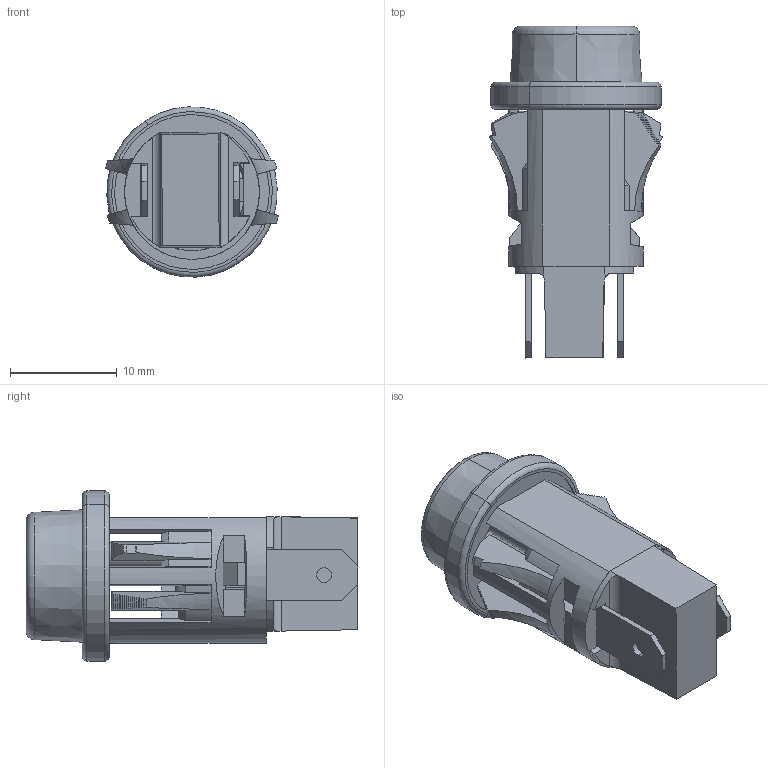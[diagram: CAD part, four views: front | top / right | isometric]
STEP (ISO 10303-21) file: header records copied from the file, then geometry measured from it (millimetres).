
FILE_DESCRIPTION (( 'STEP AP203' ), '1' );
FILE_NAME ('1050QCx.STEP', '2016-03-02T00:51:48', ( '' ), ( '' ), 'SwSTEP 2.0', 'SolidWorks 2014', '' );
FILE_SCHEMA (( 'CONFIG_CONTROL_DESIGN' ));
Length unit declared in the file: inch
Products named in the file (7): E14065,6-A - C8185; MT4469 - C9470; VERSAFIT -3-32-0; E53911-A; MB0460S; 1050QCx; D11733 - B4816_Clear
Assembly tree (7 placements, depth 2):
  1050QCx
    MB0460S
    D11733 - B4816_Clear
    E14065,6-A - C8185
    MT4469 - C9470  x2
    VERSAFIT -3-32-0
    E53911-A
Bounding box: 16.28 x 31.15 x 15.98 mm (x, y, z)
Volume: 1520.9 mm3; surface area: 4215.6 mm2
Topology: 7 solids, 7 shells, 324 faces, 878 edges, 569 vertices
Faces by surface type: plane 184, cylinder 82, cone 44, torus 14
Entity records: 10235 total; most frequent: CARTESIAN_POINT 1821, DIRECTION 1618, ORIENTED_EDGE 1608, EDGE_CURVE 804, AXIS2_PLACEMENT_3D 556, VERTEX_POINT 521, VECTOR 506, LINE 506
